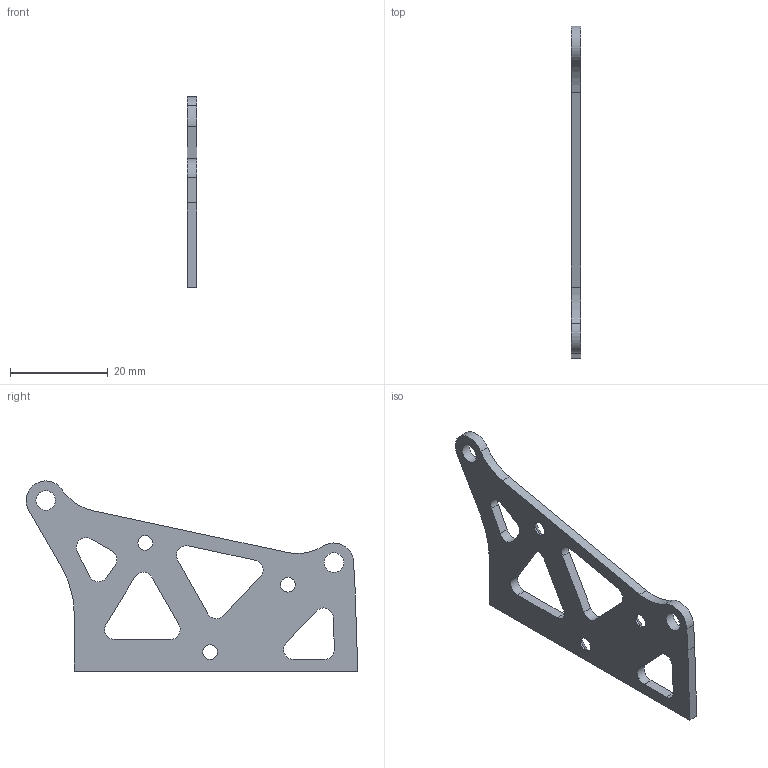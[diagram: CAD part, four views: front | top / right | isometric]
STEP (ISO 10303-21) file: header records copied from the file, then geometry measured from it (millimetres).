
FILE_DESCRIPTION(/* description */ (''),/* implementation_level */ '2;1');
FILE_NAME(/* name */ 'H02_support01.step',/* time_stamp */ '2023-05-24T11:31:23+08:00',/* author */ (''),/* organization */ (''),/* preprocessor_version */ 'ST-DEVELOPER v19.2',/* originating_system */ 'Autodesk Translation Framework v12.4.0.73',/* authorisation */ '');
FILE_SCHEMA (('AP203_CONFIGURATION_CONTROLLED_3D_DESIGN_OF_MECHANICAL_PARTS_AND_ASSEMBLIES_MIM_LF { 1 0 10303 203 3 1 4 }','AUTOMOTIVE_DESIGN { 1 0 10303 214 3 1 1 }','AP242_MANAGED_MODEL_BASED_3D_ENGINEERING_MIM_LF { 1 0 10303 442 3 1 4 }'));
Length unit declared in the file: millimetre
Products named in the file (1): H02_support01
Bounding box: 2 x 67.8 x 38.86 mm (x, y, z)
Volume: 2488 mm3; surface area: 3329 mm2
Topology: 1 solids, 1 shells, 45 faces, 126 edges, 83 vertices
Faces by surface type: cylinder 22, plane 20, cone 3
Full cylindrical faces by diameter (mm): 3 x3, 4 x2
Entity records: 1539 total; most frequent: DIRECTION 265, CARTESIAN_POINT 255, ORIENTED_EDGE 252, EDGE_CURVE 126, AXIS2_PLACEMENT_3D 93, VERTEX_POINT 83, LINE 79, VECTOR 79
